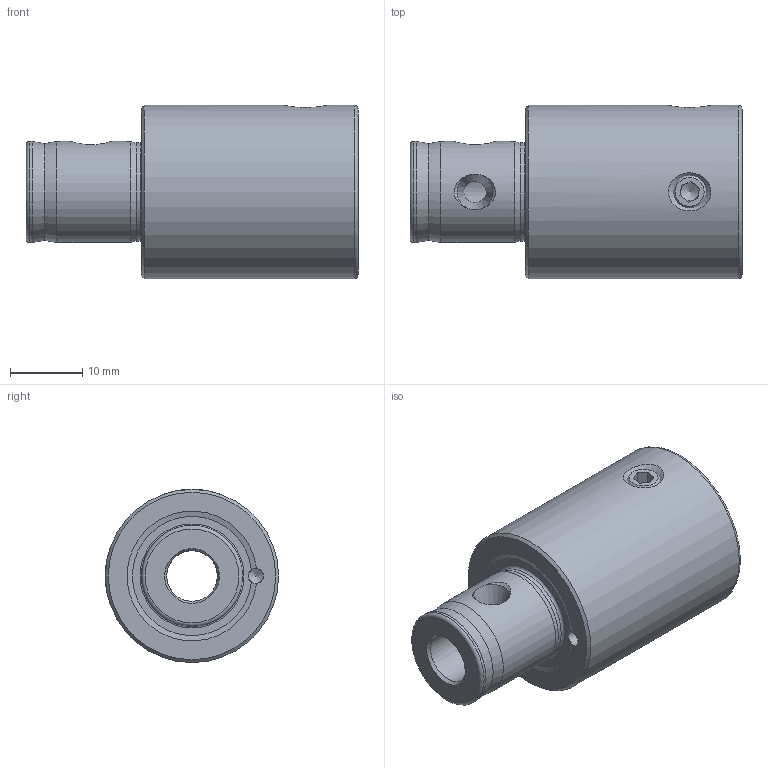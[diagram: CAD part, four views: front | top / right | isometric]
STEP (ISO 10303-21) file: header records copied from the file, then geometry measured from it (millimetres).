
FILE_DESCRIPTION(/* description */ (''),/* implementation_level */ '2;1');
FILE_NAME(/* name */ 'E-S14-30.stp',/* time_stamp */ '2022-08-12T13:51:02+09:00',/* author */ ('YSH'),/* organization */ (''),/* preprocessor_version */ 'ST-DEVELOPER v18.1',/* originating_system */ 'Autodesk Inventor 2022',/* authorisation */ '');
FILE_SCHEMA (('AUTOMOTIVE_DESIGN { 1 0 10303 214 3 1 1 }'));
Length unit declared in the file: millimetre
Products named in the file (3): E-S14-30; E-S14-30_1; M5x0.8x7L
Assembly tree (3 placements, depth 2):
  E-S14-30
    E-S14-30_1
    M5x0.8x7L  x2
Bounding box: 46 x 24 x 24 mm (x, y, z)
Volume: 12018.4 mm3; surface area: 5677 mm2
Topology: 3 solids, 3 shells, 78 faces, 196 edges, 126 vertices
Faces by surface type: plane 34, cone 23, cylinder 15, torus 6
Full cylindrical faces by diameter (mm): 2.1 x1, 2.5 x3, 4.3 x2, 5 x2, 7 x1, 13.6 x1, 14 x3, 15 x1, 24 x1
Entity records: 2220 total; most frequent: CARTESIAN_POINT 655, DIRECTION 316, ORIENTED_EDGE 296, EDGE_CURVE 148, AXIS2_PLACEMENT_3D 132, VERTEX_POINT 99, EDGE_LOOP 73, CIRCLE 68
